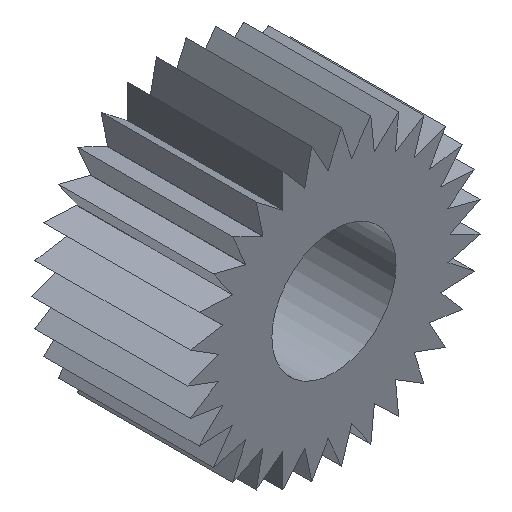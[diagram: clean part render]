
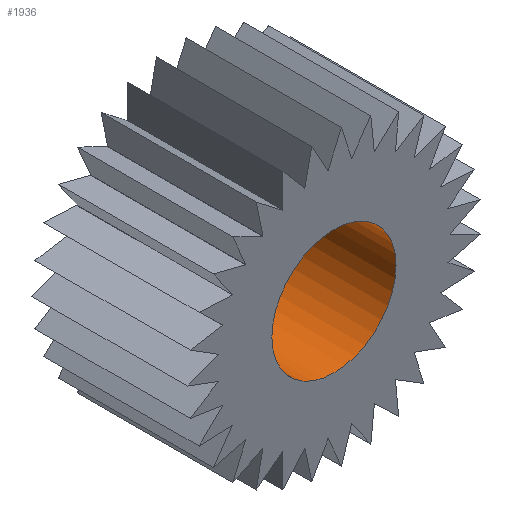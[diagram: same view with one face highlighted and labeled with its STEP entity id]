
A CAD part, isometric view. The second image highlights one B-rep face of the part: STEP entity #1936.
In plain terms, the highlighted cylindrical face has radius 40 mm (diameter 80 mm), a full revolution.
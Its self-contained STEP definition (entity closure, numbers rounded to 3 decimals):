
#46=CYLINDRICAL_SURFACE('',#2116,40.);
#80=CIRCLE('',#2049,40.);
#112=CIRCLE('',#2115,40.);
#208=FACE_OUTER_BOUND('',#306,.T.);
#306=EDGE_LOOP('',(#1773,#1774,#1775,#1776));
#524=LINE('',#3223,#742);
#742=VECTOR('',#2656,40.);
#926=VERTEX_POINT('',#3145);
#930=VERTEX_POINT('',#3220);
#1174=EDGE_CURVE('',#926,#926,#80,.T.);
#1211=EDGE_CURVE('',#930,#930,#112,.T.);
#1212=EDGE_CURVE('',#926,#930,#524,.T.);
#1773=ORIENTED_EDGE('',*,*,#1174,.F.);
#1774=ORIENTED_EDGE('',*,*,#1212,.T.);
#1775=ORIENTED_EDGE('',*,*,#1211,.T.);
#1776=ORIENTED_EDGE('',*,*,#1212,.F.);
#1936=ADVANCED_FACE('',(#208),#46,.F.);
#2049=AXIS2_PLACEMENT_3D('',#3146,#2515,#2516);
#2115=AXIS2_PLACEMENT_3D('',#3221,#2652,#2653);
#2116=AXIS2_PLACEMENT_3D('',#3222,#2654,#2655);
#2515=DIRECTION('center_axis',(0.,-1.,0.));
#2516=DIRECTION('ref_axis',(1.,0.,0.));
#2652=DIRECTION('center_axis',(0.,-1.,0.));
#2653=DIRECTION('ref_axis',(1.,0.,0.));
#2654=DIRECTION('center_axis',(0.,1.,0.));
#2655=DIRECTION('ref_axis',(1.,0.,0.));
#2656=DIRECTION('',(0.,-1.,0.));
#3145=CARTESIAN_POINT('',(-40.,100.,0.));
#3146=CARTESIAN_POINT('Origin',(0.,100.,0.));
#3220=CARTESIAN_POINT('',(-40.,0.,0.));
#3221=CARTESIAN_POINT('Origin',(0.,0.,0.));
#3222=CARTESIAN_POINT('Origin',(0.,0.,0.));
#3223=CARTESIAN_POINT('',(-40.,0.,0.));
